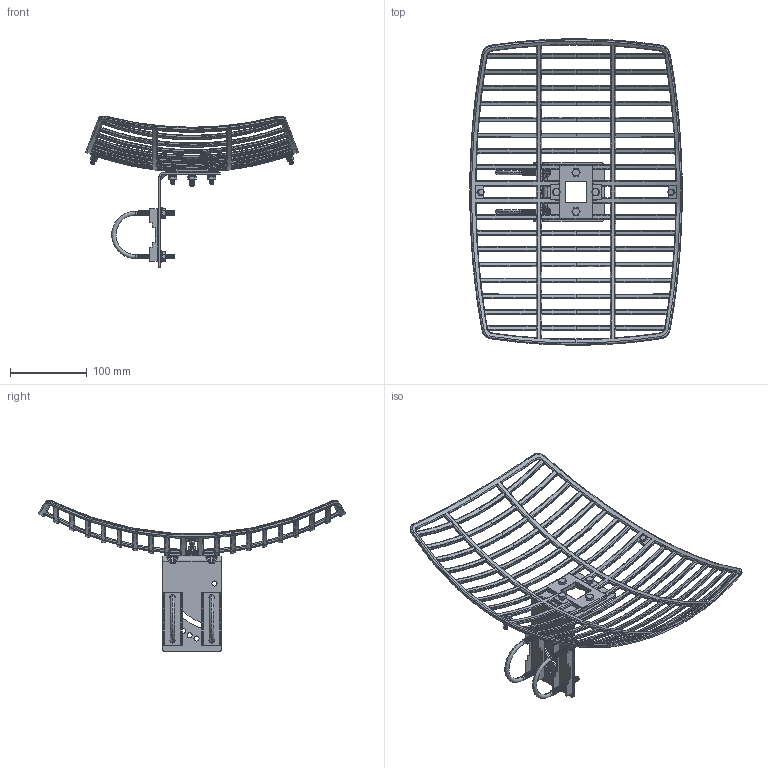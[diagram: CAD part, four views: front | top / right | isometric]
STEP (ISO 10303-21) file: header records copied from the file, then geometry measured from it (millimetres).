
FILE_DESCRIPTION (( 'STEP AP214' ), '1' );
FILE_NAME ('HGGH-04.STEP', '2012-11-08T21:12:03', ( 'x' ), ( '' ), 'SwSTEP 2.0', 'SolidWorks 2012', '' );
FILE_SCHEMA (( 'AUTOMOTIVE_DESIGN' ));
Length unit declared in the file: inch
Products named in the file (10): M5_LockW_W_ and Hex; M5-0.8x15mm; HGX-PMT07; Grid-2_LockWasher; Grid-2_hexnut; Grid-2_FlatWasher; .25-20x1.0 Bolt-hex; HGGH-04_Swivel-L-Bracket; Grid-2; HGGH-04
Assembly tree (24 placements, depth 2):
  HGGH-04
    Grid-2
    HGGH-04_Swivel-L-Bracket
    .25-20x1.0 Bolt-hex  x4
    Grid-2_FlatWasher  x4
    Grid-2_hexnut  x4
    Grid-2_LockWasher  x4
    HGX-PMT07  x2
    M5-0.8x15mm  x2
    M5_LockW_W_ and Hex  x2
Bounding box: 276.02 x 398.07 x 197.42 mm (x, y, z)
Volume: 236910.5 mm3; surface area: 188979.7 mm2
Topology: 26 solids, 26 shells, 2783 faces, 6959 edges, 4116 vertices
Faces by surface type: cone 1336, bspline 570, plane 524, cylinder 217, torus 136
Entity records: 92882 total; most frequent: CARTESIAN_POINT 33305, ORIENTED_EDGE 9366, DIRECTION 6708, EDGE_CURVE 4683, VERTEX_POINT 2900, AXIS2_PLACEMENT_3D 2734, EDGE_LOOP 1793, FACE_OUTER_BOUND 1705
